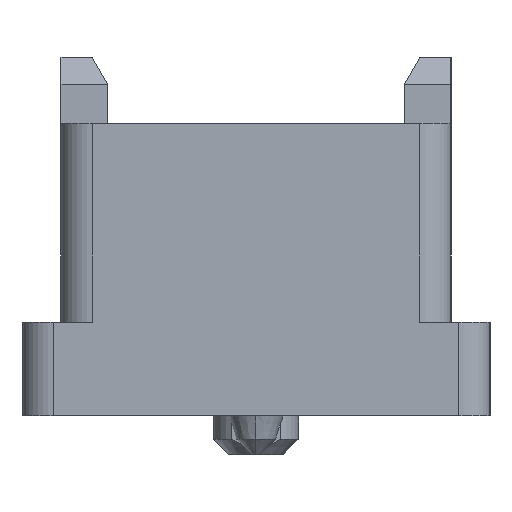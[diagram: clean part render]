
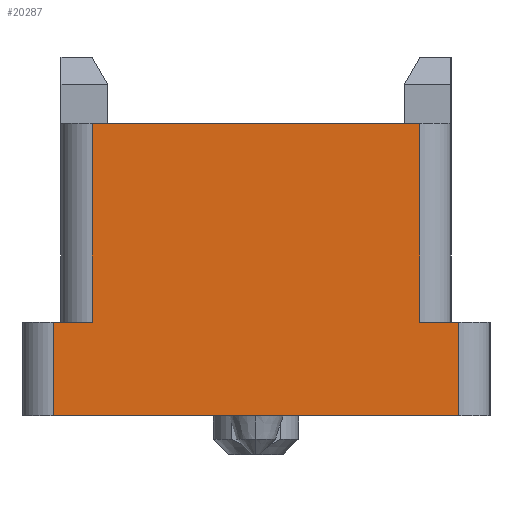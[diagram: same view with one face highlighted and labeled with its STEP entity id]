
A CAD part, left-side view. The second image highlights one B-rep face of the part: STEP entity #20287.
In plain terms, the highlighted planar face has unit normal (-1, 0, 0).
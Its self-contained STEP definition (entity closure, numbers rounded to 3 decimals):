
#369=DIRECTION('',(0.,1.,0.));
#370=VECTOR('',#369,4.2);
#371=CARTESIAN_POINT('',(-14.9,-2.1,-0.85));
#372=LINE('',#371,#370);
#2129=DIRECTION('',(0.,-1.,0.));
#2130=VECTOR('',#2129,0.5);
#2131=CARTESIAN_POINT('',(-14.9,2.6,-3.4));
#2132=LINE('',#2131,#2130);
#2159=DIRECTION('',(0.,-1.,0.));
#2160=VECTOR('',#2159,0.5);
#2161=CARTESIAN_POINT('',(-14.9,-2.1,-3.4));
#2162=LINE('',#2161,#2160);
#2211=DIRECTION('',(0.,1.,0.));
#2212=VECTOR('',#2211,5.2);
#2213=CARTESIAN_POINT('',(-14.9,-2.6,-4.6));
#2214=LINE('',#2213,#2212);
#2215=DIRECTION('',(0.,0.,1.));
#2216=VECTOR('',#2215,1.2);
#2217=CARTESIAN_POINT('',(-14.9,2.6,-4.6));
#2218=LINE('',#2217,#2216);
#2219=DIRECTION('',(0.,0.,-1.));
#2220=VECTOR('',#2219,2.55);
#2221=CARTESIAN_POINT('',(-14.9,2.1,-0.85));
#2222=LINE('',#2221,#2220);
#2233=DIRECTION('',(0.,0.,-1.));
#2234=VECTOR('',#2233,2.55);
#2235=CARTESIAN_POINT('',(-14.9,-2.1,-0.85));
#2236=LINE('',#2235,#2234);
#2237=DIRECTION('',(0.,0.,1.));
#2238=VECTOR('',#2237,1.2);
#2239=CARTESIAN_POINT('',(-14.9,-2.6,-4.6));
#2240=LINE('',#2239,#2238);
#13646=CARTESIAN_POINT('',(-14.9,2.6,-4.6));
#13647=VERTEX_POINT('',#13646);
#13648=CARTESIAN_POINT('',(-14.9,-2.6,-4.6));
#13650=VERTEX_POINT('',#13648);
#13670=CARTESIAN_POINT('',(-14.9,2.6,-3.4));
#13671=VERTEX_POINT('',#13670);
#13672=CARTESIAN_POINT('',(-14.9,-2.6,-3.4));
#13674=VERTEX_POINT('',#13672);
#13679=CARTESIAN_POINT('',(-14.9,2.1,-3.4));
#13681=VERTEX_POINT('',#13679);
#13682=CARTESIAN_POINT('',(-14.9,-2.1,-3.4));
#13684=VERTEX_POINT('',#13682);
#13703=CARTESIAN_POINT('',(-14.9,2.1,-0.85));
#13705=VERTEX_POINT('',#13703);
#13706=CARTESIAN_POINT('',(-14.9,-2.1,-0.85));
#13708=VERTEX_POINT('',#13706);
#20269=CARTESIAN_POINT('',(-14.9,2.1,0.));
#20270=DIRECTION('',(-1.,0.,0.));
#20271=DIRECTION('',(0.,-1.,0.));
#20272=AXIS2_PLACEMENT_3D('',#20269,#20270,#20271);
#20273=PLANE('',#20272);
#20274=ORIENTED_EDGE('',*,*,#18154,.F.);
#20276=ORIENTED_EDGE('',*,*,#20275,.T.);
#20277=ORIENTED_EDGE('',*,*,#20215,.T.);
#20279=ORIENTED_EDGE('',*,*,#20278,.F.);
#20280=ORIENTED_EDGE('',*,*,#20106,.T.);
#20282=ORIENTED_EDGE('',*,*,#20281,.T.);
#20283=ORIENTED_EDGE('',*,*,#20191,.T.);
#20284=ORIENTED_EDGE('',*,*,#20262,.F.);
#20285=EDGE_LOOP('',(#20274,#20276,#20277,#20279,#20280,#20282,#20283,#20284));
#20286=FACE_OUTER_BOUND('',#20285,.F.);
#18154=EDGE_CURVE('',#13708,#13705,#372,.T.);
#20106=EDGE_CURVE('',#13650,#13647,#2214,.T.);
#20191=EDGE_CURVE('',#13671,#13681,#2132,.T.);
#20215=EDGE_CURVE('',#13684,#13674,#2162,.T.);
#20262=EDGE_CURVE('',#13705,#13681,#2222,.T.);
#20275=EDGE_CURVE('',#13708,#13684,#2236,.T.);
#20278=EDGE_CURVE('',#13650,#13674,#2240,.T.);
#20281=EDGE_CURVE('',#13647,#13671,#2218,.T.);
#20287=ADVANCED_FACE('',(#20286),#20273,.T.);
